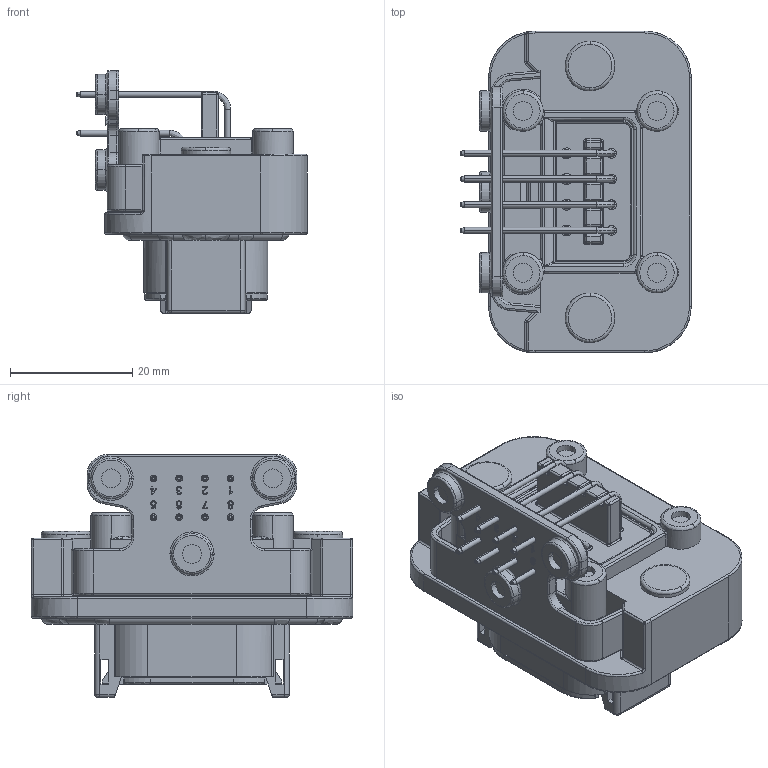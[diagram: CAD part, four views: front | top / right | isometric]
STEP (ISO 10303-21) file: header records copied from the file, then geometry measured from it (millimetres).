
FILE_DESCRIPTION (( 'STEP AP214' ), '1' );
FILE_NAME ('C-ATM13-08PB-BM02_3D.STEP', '2018-09-04T17:10:04', ( '' ), ( '' ), 'SwSTEP 2.0', 'SolidWorks 2018', '' );
FILE_SCHEMA (( 'AUTOMOTIVE_DESIGN' ));
Length unit declared in the file: millimetre
Products named in the file (1): C-ATM13-08PB-BM02_3D
Bounding box: 37.65 x 52.56 x 39.7 mm (x, y, z)
Volume: 23972.9 mm3; surface area: 14394.2 mm2
Topology: 1 solids, 4 shells, 1696 faces, 4455 edges, 2709 vertices
Faces by surface type: bspline 662, plane 482, cylinder 458, cone 92, torus 2
Entity records: 64325 total; most frequent: CARTESIAN_POINT 27426, ORIENTED_EDGE 8680, DIRECTION 6270, EDGE_CURVE 4340, VERTEX_POINT 2709, AXIS2_PLACEMENT_3D 2177, VECTOR 1916, LINE 1916
